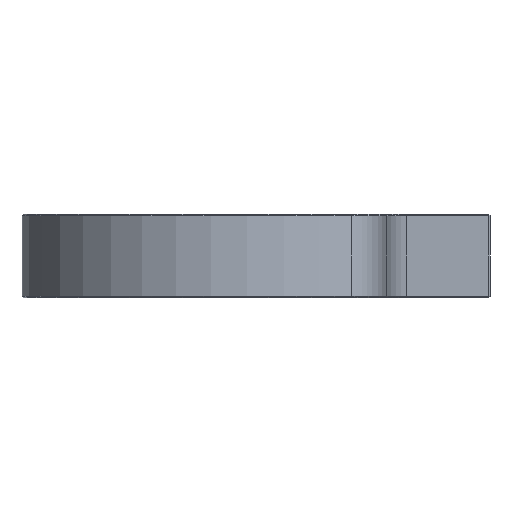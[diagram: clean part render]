
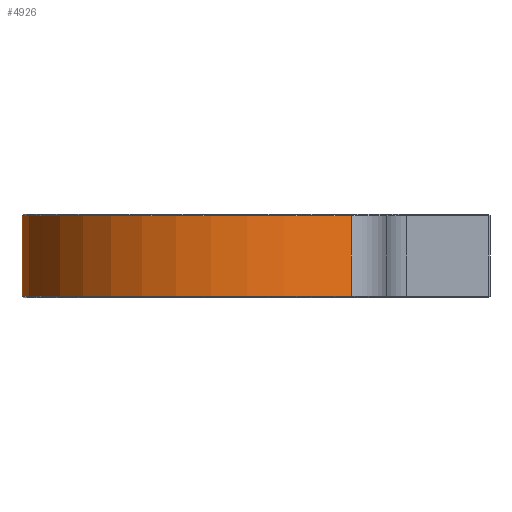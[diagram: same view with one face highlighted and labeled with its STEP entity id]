
A CAD part, left-side view. The second image highlights one B-rep face of the part: STEP entity #4926.
In plain terms, the highlighted cylindrical face has radius 21 mm (diameter 42 mm), a partial arc.
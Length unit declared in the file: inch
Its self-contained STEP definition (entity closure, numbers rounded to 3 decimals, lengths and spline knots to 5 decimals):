
#302=FACE_OUTER_BOUND('',#599,.T.);
#599=EDGE_LOOP('',(#3535,#3536,#3537,#3538,#3539,#3540));
#850=CIRCLE('',#5276,0.82677);
#854=CIRCLE('',#5284,0.82677);
#1058=B_SPLINE_CURVE_WITH_KNOTS('',3,(#11909,#11910,#11911,#11912,#11913,
#11914,#11915,#11916,#11917,#11918,#11919,#11920,#11921,#11922,#11923,#11924,
#11925,#11926,#11927,#11928,#11929,#11930,#11931,#11932,#11933,#11934),
 .UNSPECIFIED.,.F.,.F.,(4,2,2,2,2,2,2,2,2,2,2,2,4),(0.69572,0.78039,
0.91046,1.04052,1.14401,1.19575,1.24749,
1.29923,1.35098,1.45446,1.58453,1.71459,
1.79926),.UNSPECIFIED.);
#1350=LINE('',#11907,#1673);
#1351=LINE('',#11936,#1674);
#1352=LINE('',#11939,#1675);
#1673=VECTOR('',#5827,39.37008);
#1674=VECTOR('',#5828,39.37008);
#1675=VECTOR('',#5831,39.37008);
#2094=VERTEX_POINT('',#11886);
#2095=VERTEX_POINT('',#11888);
#2100=VERTEX_POINT('',#11906);
#2101=VERTEX_POINT('',#11908);
#2102=VERTEX_POINT('',#11935);
#2103=VERTEX_POINT('',#11937);
#2660=EDGE_CURVE('',#2095,#2094,#850,.T.);
#2669=EDGE_CURVE('',#2094,#2100,#1350,.T.);
#2670=EDGE_CURVE('',#2101,#2100,#1058,.F.);
#2671=EDGE_CURVE('',#2101,#2102,#1351,.T.);
#2672=EDGE_CURVE('',#2102,#2103,#854,.T.);
#2673=EDGE_CURVE('',#2095,#2103,#1352,.T.);
#3535=ORIENTED_EDGE('',*,*,#2660,.T.);
#3536=ORIENTED_EDGE('',*,*,#2669,.T.);
#3537=ORIENTED_EDGE('',*,*,#2670,.F.);
#3538=ORIENTED_EDGE('',*,*,#2671,.T.);
#3539=ORIENTED_EDGE('',*,*,#2672,.T.);
#3540=ORIENTED_EDGE('',*,*,#2673,.F.);
#4793=CYLINDRICAL_SURFACE('',#5283,0.82677);
#4926=ADVANCED_FACE('',(#302),#4793,.T.);
#5276=AXIS2_PLACEMENT_3D('',#11889,#5806,#5807);
#5283=AXIS2_PLACEMENT_3D('',#11905,#5825,#5826);
#5284=AXIS2_PLACEMENT_3D('',#11938,#5829,#5830);
#5806=DIRECTION('center_axis',(0.,0.,-1.));
#5807=DIRECTION('ref_axis',(1.,0.,0.));
#5825=DIRECTION('center_axis',(0.,0.,-1.));
#5826=DIRECTION('ref_axis',(-1.,0.,0.));
#5827=DIRECTION('',(0.,0.,-1.));
#5828=DIRECTION('',(0.,0.,-1.));
#5829=DIRECTION('center_axis',(0.,0.,1.));
#5830=DIRECTION('ref_axis',(1.,0.,0.));
#5831=DIRECTION('',(0.,0.,-1.));
#11886=CARTESIAN_POINT('',(0.77949,0.27559,0.31004));
#11888=CARTESIAN_POINT('',(-0.71173,-0.42071,0.31004));
#11889=CARTESIAN_POINT('Origin',(0.,0.,0.31004));
#11905=CARTESIAN_POINT('Origin',(0.,0.,0.31496));
#11906=CARTESIAN_POINT('',(0.77949,0.27559,0.27851));
#11907=CARTESIAN_POINT('',(0.77949,0.27559,0.31496));
#11908=CARTESIAN_POINT('',(0.77949,0.27559,0.03645));
#11909=CARTESIAN_POINT('Ctrl Pts',(0.77949,0.27559,
0.27851));
#11910=CARTESIAN_POINT('Ctrl Pts',(0.77587,0.28583,
0.27631));
#11911=CARTESIAN_POINT('Ctrl Pts',(0.7721,0.29584,
0.27379));
#11912=CARTESIAN_POINT('Ctrl Pts',(0.76226,0.32058,
0.26641));
#11913=CARTESIAN_POINT('Ctrl Pts',(0.75604,0.33494,
0.26105));
#11914=CARTESIAN_POINT('Ctrl Pts',(0.74339,0.36215,
0.24752));
#11915=CARTESIAN_POINT('Ctrl Pts',(0.73694,0.37503,
0.23943));
#11916=CARTESIAN_POINT('Ctrl Pts',(0.72577,0.39614,
0.22022));
#11917=CARTESIAN_POINT('Ctrl Pts',(0.72076,0.40511,
0.20945));
#11918=CARTESIAN_POINT('Ctrl Pts',(0.71538,0.41447,
0.19103));
#11919=CARTESIAN_POINT('Ctrl Pts',(0.71394,0.41694,0.18452));
#11920=CARTESIAN_POINT('Ctrl Pts',(0.712,0.42025,
0.17114));
#11921=CARTESIAN_POINT('Ctrl Pts',(0.7115,0.42109,
0.16427));
#11922=CARTESIAN_POINT('Ctrl Pts',(0.7115,0.42109,
0.15069));
#11923=CARTESIAN_POINT('Ctrl Pts',(0.712,0.42025,
0.14382));
#11924=CARTESIAN_POINT('Ctrl Pts',(0.71394,0.41694,0.13044));
#11925=CARTESIAN_POINT('Ctrl Pts',(0.71538,0.41447,
0.12393));
#11926=CARTESIAN_POINT('Ctrl Pts',(0.72076,0.40511,
0.10551));
#11927=CARTESIAN_POINT('Ctrl Pts',(0.72577,0.39614,
0.09474));
#11928=CARTESIAN_POINT('Ctrl Pts',(0.73694,0.37503,
0.07553));
#11929=CARTESIAN_POINT('Ctrl Pts',(0.74339,0.36215,
0.06744));
#11930=CARTESIAN_POINT('Ctrl Pts',(0.75604,0.33494,
0.05391));
#11931=CARTESIAN_POINT('Ctrl Pts',(0.76226,0.32058,
0.04855));
#11932=CARTESIAN_POINT('Ctrl Pts',(0.7721,0.29584,
0.04117));
#11933=CARTESIAN_POINT('Ctrl Pts',(0.77587,0.28583,
0.03865));
#11934=CARTESIAN_POINT('Ctrl Pts',(0.77949,0.27559,
0.03645));
#11935=CARTESIAN_POINT('',(0.77949,0.27559,0.00492));
#11936=CARTESIAN_POINT('',(0.77949,0.27559,0.31496));
#11937=CARTESIAN_POINT('',(-0.71173,-0.42071,0.00492));
#11938=CARTESIAN_POINT('Origin',(0.,0.,0.00492));
#11939=CARTESIAN_POINT('',(-0.71173,-0.42071,0.31496));
